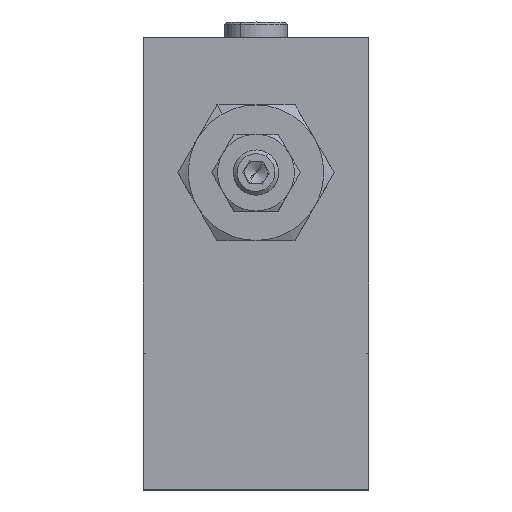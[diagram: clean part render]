
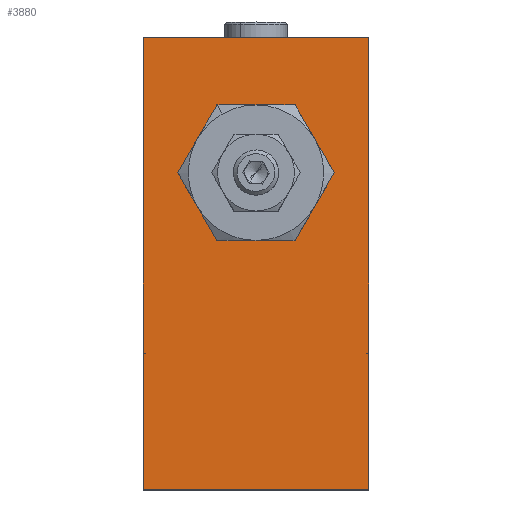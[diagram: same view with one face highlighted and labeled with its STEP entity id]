
A CAD part, top view. The second image highlights one B-rep face of the part: STEP entity #3880.
In plain terms, the highlighted planar face has unit normal (0, 0, 1).
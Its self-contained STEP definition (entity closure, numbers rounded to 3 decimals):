
#51 = EDGE_CURVE ( 'NONE', #6819, #5626, #1326, .T. ) ;
#335 = AXIS2_PLACEMENT_3D ( 'NONE', #7018, #1338, #631 ) ;
#551 = EDGE_CURVE ( 'NONE', #1366, #2174, #7669, .T. ) ;
#618 = DIRECTION ( 'NONE',  ( 0., 1., 0. ) ) ;
#631 = DIRECTION ( 'NONE',  ( -1., 0., 0. ) ) ;
#906 = VERTEX_POINT ( 'NONE', #7643 ) ;
#1138 = PLANE ( 'NONE',  #2342 ) ;
#1214 = EDGE_CURVE ( 'NONE', #4529, #906, #4706, .T. ) ;
#1326 = LINE ( 'NONE', #6348, #7613 ) ;
#1338 = DIRECTION ( 'NONE',  ( 0., 0., -1. ) ) ;
#1366 = VERTEX_POINT ( 'NONE', #3021 ) ;
#1483 = CARTESIAN_POINT ( 'NONE',  ( 0., 100., 0. ) ) ;
#1496 = VECTOR ( 'NONE', #6605, 1000. ) ;
#1548 = ORIENTED_EDGE ( 'NONE', *, *, #1589, .T. ) ;
#1589 = EDGE_CURVE ( 'NONE', #2174, #6819, #2717, .T. ) ;
#2027 = DIRECTION ( 'NONE',  ( -1., 0., 0. ) ) ;
#2174 = VERTEX_POINT ( 'NONE', #5405 ) ;
#2342 = AXIS2_PLACEMENT_3D ( 'NONE', #7398, #3020, #5548 ) ;
#2717 = LINE ( 'NONE', #6565, #1496 ) ;
#2845 = AXIS2_PLACEMENT_3D ( 'NONE', #4338, #4454, #5575 ) ;
#2985 = CARTESIAN_POINT ( 'NONE',  ( 38., 70., 0. ) ) ;
#3020 = DIRECTION ( 'NONE',  ( 0., 0., -1. ) ) ;
#3021 = CARTESIAN_POINT ( 'NONE',  ( 50., 100., 0. ) ) ;
#3244 = LINE ( 'NONE', #3287, #5440 ) ;
#3287 = CARTESIAN_POINT ( 'NONE',  ( 50., 0., 0. ) ) ;
#3555 = FACE_BOUND ( 'NONE', #4640, .T. ) ;
#3880 = ADVANCED_FACE ( 'NONE', ( #3555, #4883 ), #1138, .F. ) ;
#4072 = EDGE_CURVE ( 'NONE', #906, #4529, #8027, .T. ) ;
#4246 = CARTESIAN_POINT ( 'NONE',  ( 50., 0., 0. ) ) ;
#4338 = CARTESIAN_POINT ( 'NONE',  ( 25., 70., 0. ) ) ;
#4442 = CARTESIAN_POINT ( 'NONE',  ( 0., 0., 0. ) ) ;
#4454 = DIRECTION ( 'NONE',  ( 0., 0., -1. ) ) ;
#4529 = VERTEX_POINT ( 'NONE', #2985 ) ;
#4640 = EDGE_LOOP ( 'NONE', ( #7190, #7331 ) ) ;
#4706 = CIRCLE ( 'NONE', #2845, 13. ) ;
#4883 = FACE_OUTER_BOUND ( 'NONE', #5073, .T. ) ;
#4986 = EDGE_CURVE ( 'NONE', #5626, #1366, #3244, .T. ) ;
#5073 = EDGE_LOOP ( 'NONE', ( #1548, #6572, #5127, #7207 ) ) ;
#5127 = ORIENTED_EDGE ( 'NONE', *, *, #4986, .T. ) ;
#5405 = CARTESIAN_POINT ( 'NONE',  ( 0., 100., 0. ) ) ;
#5440 = VECTOR ( 'NONE', #618, 1000. ) ;
#5510 = VECTOR ( 'NONE', #2027, 1000. ) ;
#5548 = DIRECTION ( 'NONE',  ( -1., 0., 0. ) ) ;
#5575 = DIRECTION ( 'NONE',  ( -1., 0., 0. ) ) ;
#5584 = DIRECTION ( 'NONE',  ( 1., 0., 0. ) ) ;
#5626 = VERTEX_POINT ( 'NONE', #4246 ) ;
#6348 = CARTESIAN_POINT ( 'NONE',  ( 0., 0., 0. ) ) ;
#6565 = CARTESIAN_POINT ( 'NONE',  ( 0., 0., 0. ) ) ;
#6572 = ORIENTED_EDGE ( 'NONE', *, *, #51, .T. ) ;
#6605 = DIRECTION ( 'NONE',  ( 0., -1., 0. ) ) ;
#6819 = VERTEX_POINT ( 'NONE', #4442 ) ;
#7018 = CARTESIAN_POINT ( 'NONE',  ( 25., 70., 0. ) ) ;
#7190 = ORIENTED_EDGE ( 'NONE', *, *, #4072, .T. ) ;
#7207 = ORIENTED_EDGE ( 'NONE', *, *, #551, .T. ) ;
#7331 = ORIENTED_EDGE ( 'NONE', *, *, #1214, .T. ) ;
#7398 = CARTESIAN_POINT ( 'NONE',  ( 0., 100., 0. ) ) ;
#7613 = VECTOR ( 'NONE', #5584, 1000. ) ;
#7643 = CARTESIAN_POINT ( 'NONE',  ( 12., 70., 0. ) ) ;
#7669 = LINE ( 'NONE', #1483, #5510 ) ;
#8027 = CIRCLE ( 'NONE', #335, 13. ) ;
